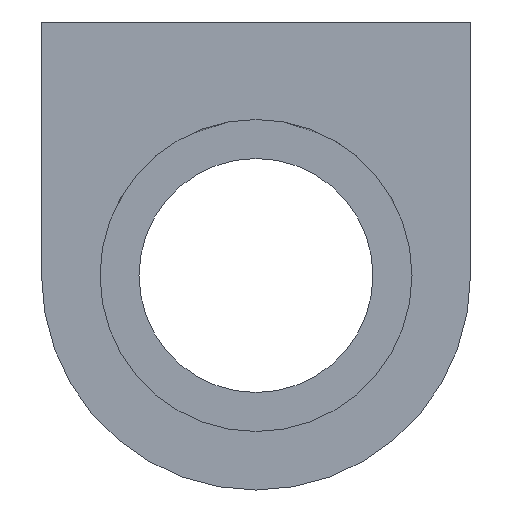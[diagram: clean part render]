
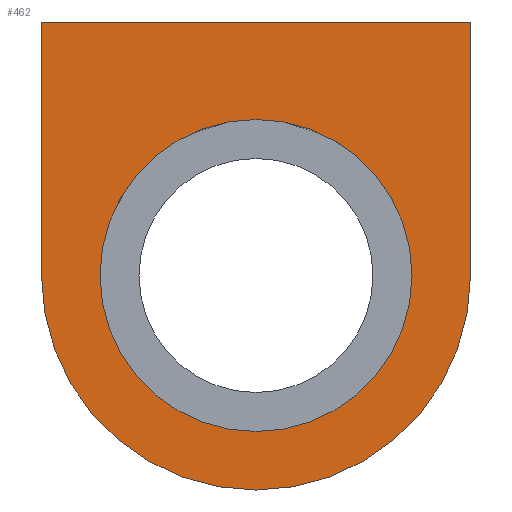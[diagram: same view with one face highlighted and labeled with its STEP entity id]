
A CAD part, left-side view. The second image highlights one B-rep face of the part: STEP entity #462.
In plain terms, the highlighted planar face has unit normal (-1, 0, 0).
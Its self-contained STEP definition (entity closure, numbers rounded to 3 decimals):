
#136=CARTESIAN_POINT('',(-5.,0.,0.));
#137=DIRECTION('',(1.,0.,0.));
#138=DIRECTION('',(0.,0.,1.));
#139=AXIS2_PLACEMENT_3D('',#136,#137,#138);
#141=CARTESIAN_POINT('',(-5.,0.,0.));
#142=DIRECTION('',(-1.,0.,0.));
#143=DIRECTION('',(0.,0.,1.));
#144=AXIS2_PLACEMENT_3D('',#141,#142,#143);
#155=CARTESIAN_POINT('',(-5.,0.,0.));
#156=DIRECTION('',(-1.,0.,0.));
#157=DIRECTION('',(0.,1.,0.));
#158=AXIS2_PLACEMENT_3D('',#155,#156,#157);
#200=DIRECTION('',(0.,-1.,0.));
#201=VECTOR('',#200,11.);
#202=CARTESIAN_POINT('',(-5.,5.5,6.5));
#203=LINE('',#202,#201);
#272=DIRECTION('',(0.,0.,1.));
#273=VECTOR('',#272,6.5);
#274=CARTESIAN_POINT('',(-5.,-5.5,0.));
#275=LINE('',#274,#273);
#280=DIRECTION('',(0.,0.,1.));
#281=VECTOR('',#280,6.5);
#282=CARTESIAN_POINT('',(-5.,5.5,0.));
#283=LINE('',#282,#281);
#302=CARTESIAN_POINT('',(-5.,0.,4.));
#304=VERTEX_POINT('',#302);
#310=CARTESIAN_POINT('',(-5.,0.,-4.));
#312=VERTEX_POINT('',#310);
#333=CARTESIAN_POINT('',(-5.,5.5,0.));
#334=CARTESIAN_POINT('',(-5.,-5.5,0.));
#335=VERTEX_POINT('',#333);
#336=VERTEX_POINT('',#334);
#337=CARTESIAN_POINT('',(-5.,5.5,6.5));
#338=CARTESIAN_POINT('',(-5.,-5.5,6.5));
#339=VERTEX_POINT('',#337);
#340=VERTEX_POINT('',#338);
#443=CARTESIAN_POINT('',(-5.,0.,0.));
#444=DIRECTION('',(-1.,0.,0.));
#445=DIRECTION('',(0.,0.,-1.));
#446=AXIS2_PLACEMENT_3D('',#443,#444,#445);
#447=PLANE('',#446);
#449=ORIENTED_EDGE('',*,*,#448,.F.);
#451=ORIENTED_EDGE('',*,*,#450,.T.);
#453=ORIENTED_EDGE('',*,*,#452,.T.);
#455=ORIENTED_EDGE('',*,*,#454,.F.);
#456=EDGE_LOOP('',(#449,#451,#453,#455));
#457=FACE_OUTER_BOUND('',#456,.F.);
#458=ORIENTED_EDGE('',*,*,#430,.F.);
#459=ORIENTED_EDGE('',*,*,#413,.T.);
#460=EDGE_LOOP('',(#458,#459));
#461=FACE_BOUND('',#460,.F.);
#140=CIRCLE('',#139,4.);
#145=CIRCLE('',#144,4.);
#159=CIRCLE('',#158,5.5);
#413=EDGE_CURVE('',#304,#312,#145,.T.);
#430=EDGE_CURVE('',#304,#312,#140,.T.);
#448=EDGE_CURVE('',#335,#336,#159,.T.);
#450=EDGE_CURVE('',#335,#339,#283,.T.);
#452=EDGE_CURVE('',#339,#340,#203,.T.);
#454=EDGE_CURVE('',#336,#340,#275,.T.);
#462=ADVANCED_FACE('',(#457,#461),#447,.T.);
